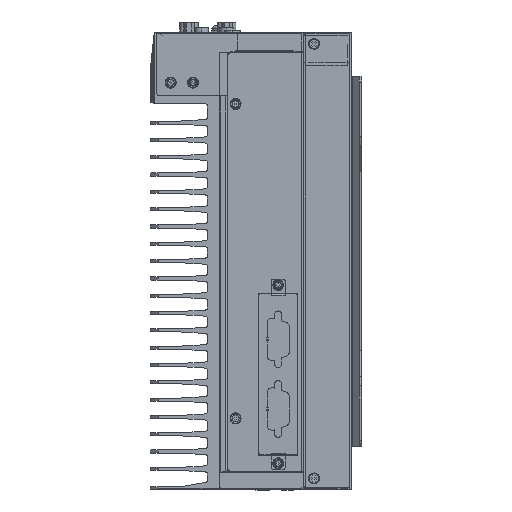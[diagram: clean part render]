
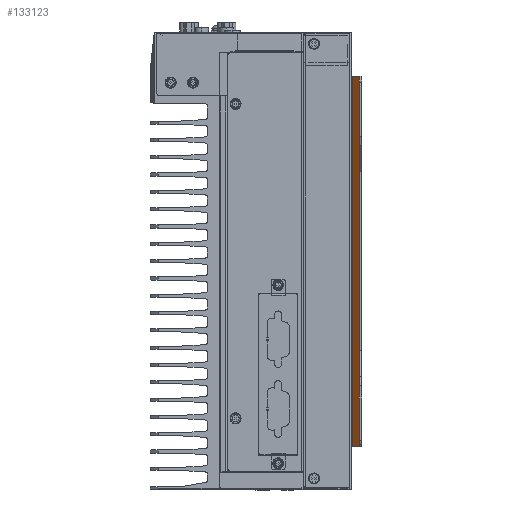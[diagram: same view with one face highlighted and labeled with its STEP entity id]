
A CAD part, left-side view. The second image highlights one B-rep face of the part: STEP entity #133123.
In plain terms, the highlighted planar face has unit normal (-0.707, 0.707, 0).
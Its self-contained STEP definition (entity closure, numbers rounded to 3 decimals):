
#4255 = LINE ( 'NONE', #138128, #93091 ) ;
#5994 = AXIS2_PLACEMENT_3D ( 'NONE', #103342, #174223, #58735 ) ;
#12304 = VECTOR ( 'NONE', #68358, 1000. ) ;
#15681 = DIRECTION ( 'NONE',  ( -0.707, -0.707, 0. ) ) ;
#21483 = VECTOR ( 'NONE', #15681, 1000. ) ;
#27683 = PLANE ( 'NONE',  #5994 ) ;
#40737 = LINE ( 'NONE', #85365, #141479 ) ;
#58735 = DIRECTION ( 'NONE',  ( 0.707, 0.707, 0. ) ) ;
#61409 = VERTEX_POINT ( 'NONE', #90819 ) ;
#66027 = CARTESIAN_POINT ( 'NONE',  ( -4.849, -56.701, -205.86 ) ) ;
#68358 = DIRECTION ( 'NONE',  ( 0., 0., 1. ) ) ;
#68611 = ORIENTED_EDGE ( 'NONE', *, *, #130131, .F. ) ;
#70393 = CARTESIAN_POINT ( 'NONE',  ( -8.497, -60.35, -205.86 ) ) ;
#70784 = DIRECTION ( 'NONE',  ( -0.707, -0.707, 0. ) ) ;
#79891 = DIRECTION ( 'NONE',  ( 0., 0., -1. ) ) ;
#85365 = CARTESIAN_POINT ( 'NONE',  ( -4.849, -56.701, -19.86 ) ) ;
#85832 = EDGE_CURVE ( 'NONE', #124308, #117036, #118514, .T. ) ;
#88627 = EDGE_CURVE ( 'NONE', #143033, #124308, #4255, .T. ) ;
#90819 = CARTESIAN_POINT ( 'NONE',  ( -8.497, -60.35, -19.86 ) ) ;
#93091 = VECTOR ( 'NONE', #79891, 1000. ) ;
#98362 = CARTESIAN_POINT ( 'NONE',  ( -8.497, -60.35, -205.86 ) ) ;
#103342 = CARTESIAN_POINT ( 'NONE',  ( -4.849, -56.701, -205.86 ) ) ;
#107700 = EDGE_CURVE ( 'NONE', #117036, #61409, #188617, .T. ) ;
#113354 = ORIENTED_EDGE ( 'NONE', *, *, #85832, .T. ) ;
#117036 = VERTEX_POINT ( 'NONE', #70393 ) ;
#118514 = LINE ( 'NONE', #148631, #21483 ) ;
#124308 = VERTEX_POINT ( 'NONE', #66027 ) ;
#128392 = ORIENTED_EDGE ( 'NONE', *, *, #88627, .T. ) ;
#130131 = EDGE_CURVE ( 'NONE', #143033, #61409, #40737, .T. ) ;
#132440 = FACE_OUTER_BOUND ( 'NONE', #166144, .T. ) ;
#133123 = ADVANCED_FACE ( 'NONE', ( #132440 ), #27683, .T. ) ;
#138128 = CARTESIAN_POINT ( 'NONE',  ( -4.849, -56.701, -205.86 ) ) ;
#141479 = VECTOR ( 'NONE', #70784, 1000. ) ;
#143033 = VERTEX_POINT ( 'NONE', #163905 ) ;
#148631 = CARTESIAN_POINT ( 'NONE',  ( -4.849, -56.701, -205.86 ) ) ;
#151942 = ORIENTED_EDGE ( 'NONE', *, *, #107700, .T. ) ;
#163905 = CARTESIAN_POINT ( 'NONE',  ( -4.849, -56.701, -19.86 ) ) ;
#166144 = EDGE_LOOP ( 'NONE', ( #68611, #128392, #113354, #151942 ) ) ;
#174223 = DIRECTION ( 'NONE',  ( -0.707, 0.707, 0. ) ) ;
#188617 = LINE ( 'NONE', #98362, #12304 ) ;
